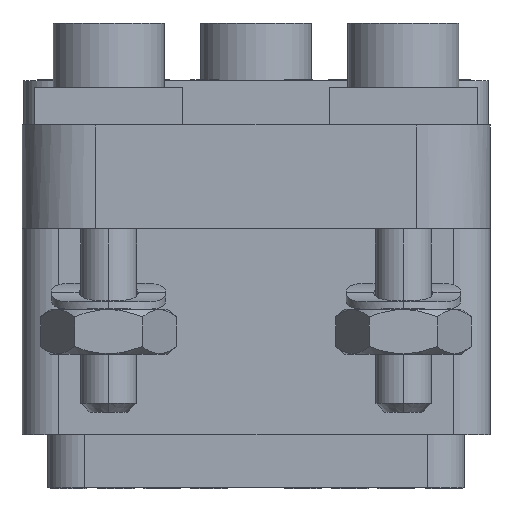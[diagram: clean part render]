
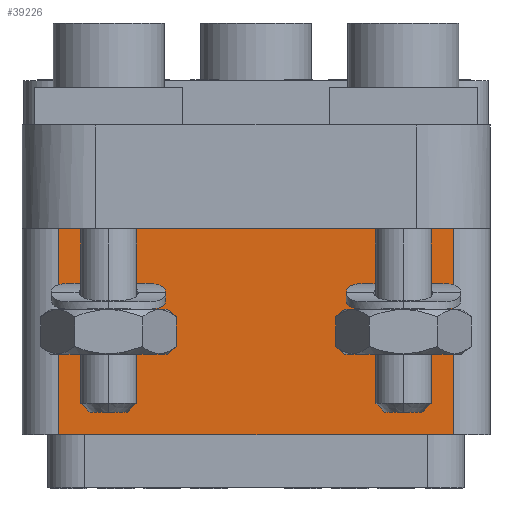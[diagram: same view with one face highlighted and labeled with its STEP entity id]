
A CAD part, left-side view. The second image highlights one B-rep face of the part: STEP entity #39226.
In plain terms, the highlighted planar face has unit normal (-1, 0, 0).
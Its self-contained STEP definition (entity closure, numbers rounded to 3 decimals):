
#1189=DIRECTION('',(0.,1.,0.));
#1190=VECTOR('',#1189,21.4);
#1191=CARTESIAN_POINT('',(-13.6,-10.7,0.));
#1192=LINE('',#1191,#1190);
#1261=DIRECTION('',(0.,0.,1.));
#1262=VECTOR('',#1261,11.2);
#1263=CARTESIAN_POINT('',(-13.6,10.7,0.));
#1264=LINE('',#1263,#1262);
#1265=DIRECTION('',(0.,0.,-1.));
#1266=VECTOR('',#1265,11.2);
#1267=CARTESIAN_POINT('',(-13.6,-10.7,11.2));
#1268=LINE('',#1267,#1266);
#1273=DIRECTION('',(0.,-1.,0.));
#1274=VECTOR('',#1273,21.4);
#1275=CARTESIAN_POINT('',(-13.6,10.7,11.2));
#1276=LINE('',#1275,#1274);
#31871=CARTESIAN_POINT('',(-13.6,10.7,0.));
#31872=CARTESIAN_POINT('',(-13.6,10.7,11.2));
#31873=VERTEX_POINT('',#31871);
#31874=VERTEX_POINT('',#31872);
#31896=CARTESIAN_POINT('',(-13.6,-10.7,0.));
#31898=VERTEX_POINT('',#31896);
#31899=CARTESIAN_POINT('',(-13.6,-10.7,11.2));
#31900=VERTEX_POINT('',#31899);
#39213=CARTESIAN_POINT('',(-13.6,12.7,0.));
#39214=DIRECTION('',(1.,0.,0.));
#39215=DIRECTION('',(0.,-1.,0.));
#39216=AXIS2_PLACEMENT_3D('',#39213,#39214,#39215);
#39217=PLANE('',#39216);
#39218=ORIENTED_EDGE('',*,*,#39203,.T.);
#39220=ORIENTED_EDGE('',*,*,#39219,.T.);
#39222=ORIENTED_EDGE('',*,*,#39221,.T.);
#39223=ORIENTED_EDGE('',*,*,#39167,.T.);
#39224=EDGE_LOOP('',(#39218,#39220,#39222,#39223));
#39225=FACE_OUTER_BOUND('',#39224,.F.);
#39226=ADVANCED_FACE('',(#39225),#39217,.F.);
#39167=EDGE_CURVE('',#31898,#31873,#1192,.T.);
#39203=EDGE_CURVE('',#31873,#31874,#1264,.T.);
#39219=EDGE_CURVE('',#31874,#31900,#1276,.T.);
#39221=EDGE_CURVE('',#31900,#31898,#1268,.T.);
